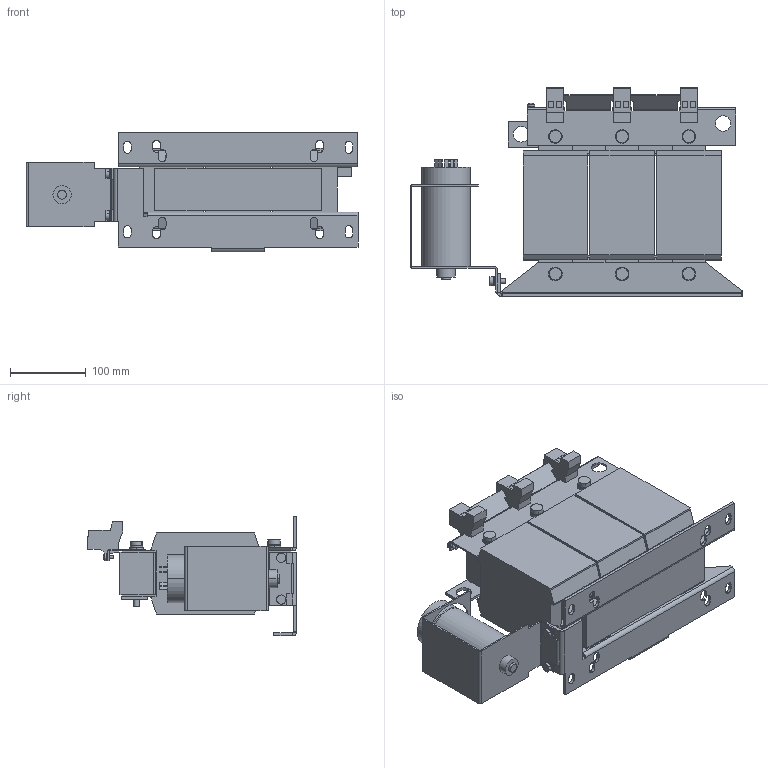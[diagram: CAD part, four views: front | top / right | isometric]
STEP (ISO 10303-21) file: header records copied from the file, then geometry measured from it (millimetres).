
FILE_DESCRIPTION (( 'STEP AP214' ), '1' );
FILE_NAME ('347639.STEP', '2021-04-09T12:13:22', ( '' ), ( '' ), 'SwSTEP 2.0', 'SolidWorks 2018', '' );
FILE_SCHEMA (( 'AUTOMOTIVE_DESIGN' ));
Length unit declared in the file: millimetre
Products named in the file (1): 347639
Bounding box: 437.5 x 275.2 x 158 mm (x, y, z)
Volume: 5740461.5 mm3; surface area: 526635.2 mm2
Topology: 1 solids, 1 shells, 692 faces, 1795 edges, 1142 vertices
Faces by surface type: plane 512, cylinder 176, sphere 2, torus 2
Entity records: 20943 total; most frequent: CARTESIAN_POINT 3630, ORIENTED_EDGE 3590, DIRECTION 3539, EDGE_CURVE 1795, LINE 1437, VECTOR 1437, VERTEX_POINT 1142, AXIS2_PLACEMENT_3D 1051
